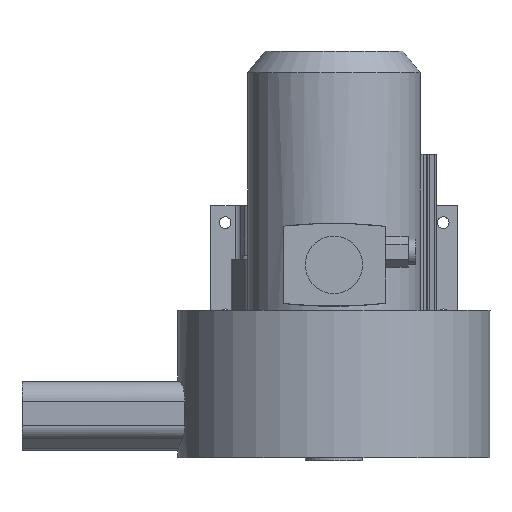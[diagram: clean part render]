
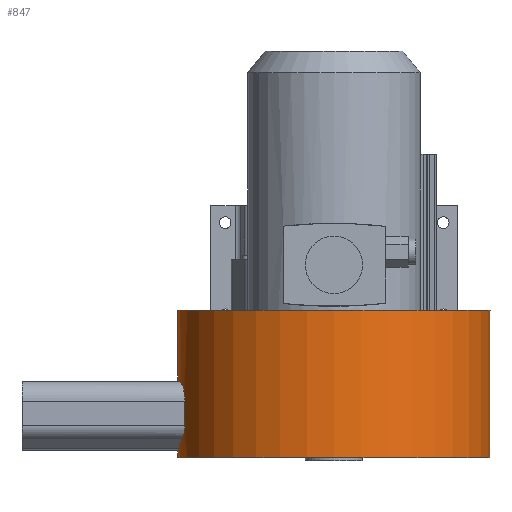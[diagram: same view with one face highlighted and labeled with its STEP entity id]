
A CAD part, front view. The second image highlights one B-rep face of the part: STEP entity #847.
In plain terms, the highlighted cylindrical face has radius 161 mm (diameter 322 mm), a partial arc.
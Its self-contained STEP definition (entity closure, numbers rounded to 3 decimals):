
#140=ELLIPSE('',#4528,181.563,161.);
#141=(
BOUNDED_CURVE()
B_SPLINE_CURVE(3,(#6348,#6349,#6350,#6351),.UNSPECIFIED.,.F.,.F.)
B_SPLINE_CURVE_WITH_KNOTS((4,4),(0.,1.),.UNSPECIFIED.)
CURVE()
GEOMETRIC_REPRESENTATION_ITEM()
RATIONAL_B_SPLINE_CURVE((1.,1.,1.,1.))
REPRESENTATION_ITEM('')
);
#145=FACE_OUTER_BOUND('',#1220,.T.);
#363=CYLINDRICAL_SURFACE('',#4530,161.);
#482=B_SPLINE_CURVE_WITH_KNOTS('',3,(#6327,#6328,#6329,#6330),
 .UNSPECIFIED.,.F.,.F.,(4,4),(0.,1.),.UNSPECIFIED.);
#483=B_SPLINE_CURVE_WITH_KNOTS('',3,(#6332,#6333,#6334,#6335,#6336,#6337,
#6338,#6339,#6340,#6341),.UNSPECIFIED.,.F.,.F.,(4,2,2,2,4),(0.,0.25,0.5,
0.75,1.),.UNSPECIFIED.);
#484=B_SPLINE_CURVE_WITH_KNOTS('',3,(#6343,#6344,#6345,#6346),
 .UNSPECIFIED.,.F.,.F.,(4,4),(0.,1.),.UNSPECIFIED.);
#485=B_SPLINE_CURVE_WITH_KNOTS('',3,(#6353,#6354,#6355,#6356,#6357,#6358),
 .UNSPECIFIED.,.F.,.F.,(4,2,4),(0.,0.5,1.),.UNSPECIFIED.);
#486=B_SPLINE_CURVE_WITH_KNOTS('',3,(#6362,#6363,#6364,#6365),
 .UNSPECIFIED.,.F.,.F.,(4,4),(0.,1.),.UNSPECIFIED.);
#487=B_SPLINE_CURVE_WITH_KNOTS('',3,(#6367,#6368,#6369,#6370),
 .UNSPECIFIED.,.F.,.F.,(4,4),(0.,1.),.UNSPECIFIED.);
#591=CIRCLE('',#4527,161.);
#592=CIRCLE('',#4529,161.);
#847=ADVANCED_FACE('',(#145),#363,.T.);
#1220=EDGE_LOOP('',(#1508,#1509,#1510,#1511,#1512,#1513,#1514,#1515,#1516,
#1517,#1518,#1519,#1520));
#1508=ORIENTED_EDGE('',*,*,#3279,.F.);
#1509=ORIENTED_EDGE('',*,*,#3286,.T.);
#1510=ORIENTED_EDGE('',*,*,#3287,.T.);
#1511=ORIENTED_EDGE('',*,*,#3288,.T.);
#1512=ORIENTED_EDGE('',*,*,#3289,.T.);
#1513=ORIENTED_EDGE('',*,*,#3290,.T.);
#1514=ORIENTED_EDGE('',*,*,#3291,.T.);
#1515=ORIENTED_EDGE('',*,*,#3292,.T.);
#1516=ORIENTED_EDGE('',*,*,#3293,.T.);
#1517=ORIENTED_EDGE('',*,*,#3294,.T.);
#1518=ORIENTED_EDGE('',*,*,#3295,.T.);
#1519=ORIENTED_EDGE('',*,*,#3296,.T.);
#1520=ORIENTED_EDGE('',*,*,#3297,.T.);
#2827=VERTEX_POINT('',#6308);
#2828=VERTEX_POINT('',#6310);
#2834=VERTEX_POINT('',#6324);
#2835=VERTEX_POINT('',#6326);
#2836=VERTEX_POINT('',#6331);
#2837=VERTEX_POINT('',#6342);
#2838=VERTEX_POINT('',#6347);
#2839=VERTEX_POINT('',#6352);
#2840=VERTEX_POINT('',#6359);
#2841=VERTEX_POINT('',#6361);
#2842=VERTEX_POINT('',#6366);
#2843=VERTEX_POINT('',#6371);
#2844=VERTEX_POINT('',#6373);
#3279=EDGE_CURVE('',#2827,#2828,#3938,.T.);
#3286=EDGE_CURVE('',#2827,#2834,#591,.T.);
#3287=EDGE_CURVE('',#2834,#2835,#3942,.T.);
#3288=EDGE_CURVE('',#2835,#2836,#482,.T.);
#3289=EDGE_CURVE('',#2836,#2837,#483,.T.);
#3290=EDGE_CURVE('',#2837,#2838,#484,.T.);
#3291=EDGE_CURVE('',#2838,#2839,#141,.T.);
#3292=EDGE_CURVE('',#2839,#2840,#485,.T.);
#3293=EDGE_CURVE('',#2840,#2841,#140,.T.);
#3294=EDGE_CURVE('',#2841,#2842,#486,.T.);
#3295=EDGE_CURVE('',#2842,#2843,#487,.T.);
#3296=EDGE_CURVE('',#2843,#2844,#3943,.T.);
#3297=EDGE_CURVE('',#2844,#2828,#592,.T.);
#3938=LINE('',#6309,#4234);
#3942=LINE('',#6325,#4238);
#3943=LINE('',#6372,#4239);
#4234=VECTOR('',#5019,1.);
#4238=VECTOR('',#5033,1.);
#4239=VECTOR('',#5036,1.);
#4527=AXIS2_PLACEMENT_3D('',#6323,#5031,#5032);
#4528=AXIS2_PLACEMENT_3D('',#6360,#5034,#5035);
#4529=AXIS2_PLACEMENT_3D('',#6374,#5037,#5038);
#4530=AXIS2_PLACEMENT_3D('',#6375,#5039,#5040);
#5019=DIRECTION('',(0.,0.,-1.));
#5031=DIRECTION('',(0.,0.,-1.));
#5032=DIRECTION('',(-1.,0.,0.));
#5033=DIRECTION('',(0.,0.,-1.));
#5034=DIRECTION('',(-0.001,-0.462,-0.887));
#5035=DIRECTION('',(0.001,0.887,-0.462));
#5036=DIRECTION('',(0.,0.,-1.));
#5037=DIRECTION('',(0.,0.,1.));
#5038=DIRECTION('',(-1.,0.,0.));
#5039=DIRECTION('',(0.,0.,-1.));
#5040=DIRECTION('',(1.,0.,0.));
#6308=CARTESIAN_POINT('',(161.,0.,58.45));
#6309=CARTESIAN_POINT('',(161.,0.,-96.55));
#6310=CARTESIAN_POINT('',(161.,0.,-93.25));
#6323=CARTESIAN_POINT('',(0.,0.,58.45));
#6324=CARTESIAN_POINT('',(-161.,0.,58.45));
#6325=CARTESIAN_POINT('',(-161.,0.,-96.55));
#6326=CARTESIAN_POINT('',(-161.,0.,-18.493));
#6327=CARTESIAN_POINT('',(-161.,0.,-18.493));
#6328=CARTESIAN_POINT('',(-161.,-7.743,-18.553));
#6329=CARTESIAN_POINT('',(-160.445,-15.33,-17.638));
#6330=CARTESIAN_POINT('',(-159.382,-22.768,-15.775));
#6331=CARTESIAN_POINT('',(-159.382,-22.768,-15.775));
#6332=CARTESIAN_POINT('',(-159.382,-22.768,-15.775));
#6333=CARTESIAN_POINT('',(-158.957,-25.743,-15.03));
#6334=CARTESIAN_POINT('',(-158.427,-28.826,-14.988));
#6335=CARTESIAN_POINT('',(-157.245,-34.696,-16.227));
#6336=CARTESIAN_POINT('',(-156.592,-37.494,-17.522));
#6337=CARTESIAN_POINT('',(-155.381,-42.234,-21.185));
#6338=CARTESIAN_POINT('',(-154.821,-44.198,-23.558));
#6339=CARTESIAN_POINT('',(-154.019,-46.918,-29.051));
#6340=CARTESIAN_POINT('',(-153.792,-47.634,-32.078));
#6341=CARTESIAN_POINT('',(-153.792,-47.634,-35.176));
#6342=CARTESIAN_POINT('',(-153.792,-47.634,-35.176));
#6343=CARTESIAN_POINT('',(-153.792,-47.634,-35.176));
#6344=CARTESIAN_POINT('',(-153.792,-47.634,-35.243));
#6345=CARTESIAN_POINT('',(-153.792,-47.633,-35.31));
#6346=CARTESIAN_POINT('',(-153.792,-47.633,-35.378));
#6347=CARTESIAN_POINT('',(-153.792,-47.633,-35.378));
#6348=CARTESIAN_POINT('',(-153.792,-47.633,-35.378));
#6349=CARTESIAN_POINT('',(-153.819,-47.548,-43.722));
#6350=CARTESIAN_POINT('',(-153.845,-47.464,-52.069));
#6351=CARTESIAN_POINT('',(-153.871,-47.38,-60.417));
#6352=CARTESIAN_POINT('',(-153.871,-47.38,-60.417));
#6353=CARTESIAN_POINT('',(-153.871,-47.38,-60.417));
#6354=CARTESIAN_POINT('',(-153.879,-47.352,-63.174));
#6355=CARTESIAN_POINT('',(-154.129,-46.555,-65.863));
#6356=CARTESIAN_POINT('',(-154.956,-43.724,-70.441));
#6357=CARTESIAN_POINT('',(-155.527,-41.696,-72.325));
#6358=CARTESIAN_POINT('',(-156.127,-39.312,-73.567));
#6359=CARTESIAN_POINT('',(-156.127,-39.312,-73.567));
#6360=CARTESIAN_POINT('',(0.,0.,-94.162));
#6361=CARTESIAN_POINT('',(-159.78,-19.784,-83.745));
#6362=CARTESIAN_POINT('',(-159.78,-19.784,-83.745));
#6363=CARTESIAN_POINT('',(-160.048,-17.62,-84.872));
#6364=CARTESIAN_POINT('',(-160.292,-15.281,-85.543));
#6365=CARTESIAN_POINT('',(-160.487,-12.842,-85.73));
#6366=CARTESIAN_POINT('',(-160.487,-12.842,-85.73));
#6367=CARTESIAN_POINT('',(-160.487,-12.842,-85.73));
#6368=CARTESIAN_POINT('',(-160.829,-8.574,-86.058));
#6369=CARTESIAN_POINT('',(-161.,-4.294,-86.213));
#6370=CARTESIAN_POINT('',(-161.,0.,-86.194));
#6371=CARTESIAN_POINT('',(-161.,0.,-86.194));
#6372=CARTESIAN_POINT('',(-161.,0.,-96.55));
#6373=CARTESIAN_POINT('',(-161.,0.,-93.25));
#6374=CARTESIAN_POINT('',(0.,0.,-93.25));
#6375=CARTESIAN_POINT('',(0.,0.,-96.55));
